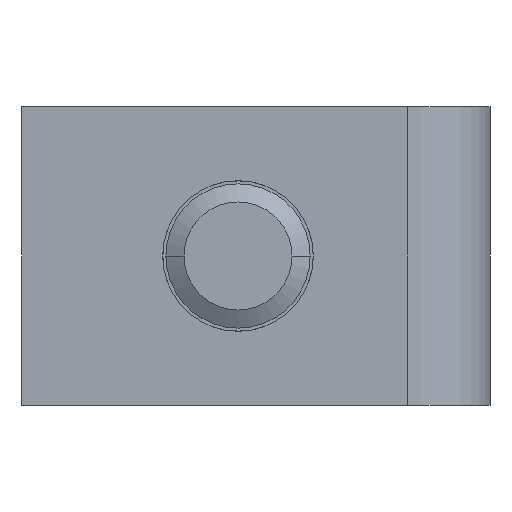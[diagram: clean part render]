
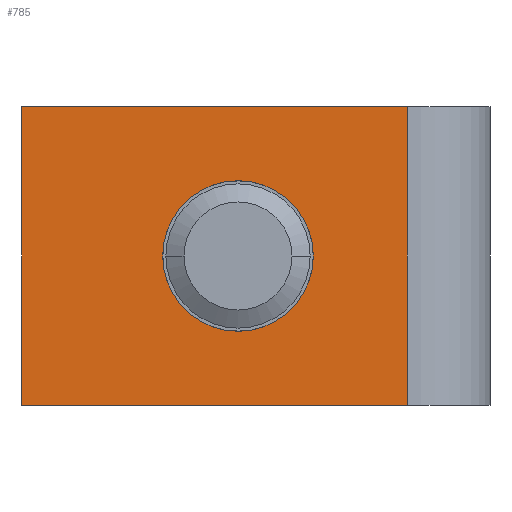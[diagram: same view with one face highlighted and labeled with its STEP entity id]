
A CAD part, left-side view. The second image highlights one B-rep face of the part: STEP entity #785.
In plain terms, the highlighted planar face has unit normal (-1, 0, 0).
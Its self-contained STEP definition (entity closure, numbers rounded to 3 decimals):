
#109=DIRECTION('',(0.,-1.,0.));
#110=VECTOR('',#109,10.707);
#111=CARTESIAN_POINT('',(-10.007,6.007,-4.157));
#112=LINE('',#111,#110);
#143=DIRECTION('',(0.,0.,1.));
#144=VECTOR('',#143,8.313);
#145=CARTESIAN_POINT('',(-10.007,6.007,-4.157));
#146=LINE('',#145,#144);
#147=CARTESIAN_POINT('',(-10.007,0.,0.));
#148=DIRECTION('',(-1.,0.,0.));
#149=DIRECTION('',(0.,-1.,0.));
#150=AXIS2_PLACEMENT_3D('',#147,#148,#149);
#152=CARTESIAN_POINT('',(-10.007,0.,0.));
#153=DIRECTION('',(-1.,0.,0.));
#154=DIRECTION('',(0.,1.,0.));
#155=AXIS2_PLACEMENT_3D('',#152,#153,#154);
#161=DIRECTION('',(0.,-1.,0.));
#162=VECTOR('',#161,10.707);
#163=CARTESIAN_POINT('',(-10.007,6.007,4.157));
#164=LINE('',#163,#162);
#231=DIRECTION('',(0.,0.,1.));
#232=VECTOR('',#231,8.313);
#233=CARTESIAN_POINT('',(-10.007,-4.7,-4.157));
#234=LINE('',#233,#232);
#469=CARTESIAN_POINT('',(-10.007,6.007,-4.157));
#470=CARTESIAN_POINT('',(-10.007,-4.7,-4.157));
#471=VERTEX_POINT('',#469);
#472=VERTEX_POINT('',#470);
#485=CARTESIAN_POINT('',(-10.007,6.007,4.157));
#486=CARTESIAN_POINT('',(-10.007,-4.7,4.157));
#487=VERTEX_POINT('',#485);
#488=VERTEX_POINT('',#486);
#509=CARTESIAN_POINT('',(-10.007,-2.094,0.));
#510=CARTESIAN_POINT('',(-10.007,2.094,0.));
#511=VERTEX_POINT('',#509);
#512=VERTEX_POINT('',#510);
#765=CARTESIAN_POINT('',(-10.007,6.,-4.15));
#766=DIRECTION('',(-1.,0.,0.));
#767=DIRECTION('',(0.,-1.,0.));
#768=AXIS2_PLACEMENT_3D('',#765,#766,#767);
#769=PLANE('',#768);
#770=ORIENTED_EDGE('',*,*,#747,.F.);
#772=ORIENTED_EDGE('',*,*,#771,.T.);
#774=ORIENTED_EDGE('',*,*,#773,.T.);
#776=ORIENTED_EDGE('',*,*,#775,.F.);
#777=EDGE_LOOP('',(#770,#772,#774,#776));
#778=FACE_OUTER_BOUND('',#777,.F.);
#780=ORIENTED_EDGE('',*,*,#779,.T.);
#782=ORIENTED_EDGE('',*,*,#781,.T.);
#783=EDGE_LOOP('',(#780,#782));
#784=FACE_BOUND('',#783,.F.);
#785=ADVANCED_FACE('',(#778,#784),#769,.T.);
#151=CIRCLE('',#150,2.094);
#156=CIRCLE('',#155,2.094);
#747=EDGE_CURVE('',#471,#472,#112,.T.);
#771=EDGE_CURVE('',#471,#487,#146,.T.);
#773=EDGE_CURVE('',#487,#488,#164,.T.);
#775=EDGE_CURVE('',#472,#488,#234,.T.);
#779=EDGE_CURVE('',#511,#512,#151,.T.);
#781=EDGE_CURVE('',#512,#511,#156,.T.);
